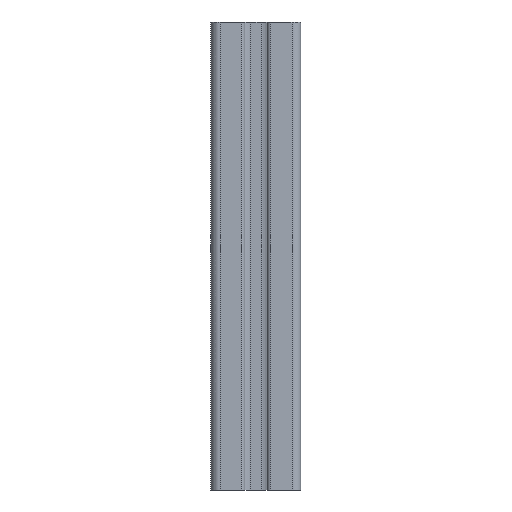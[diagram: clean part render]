
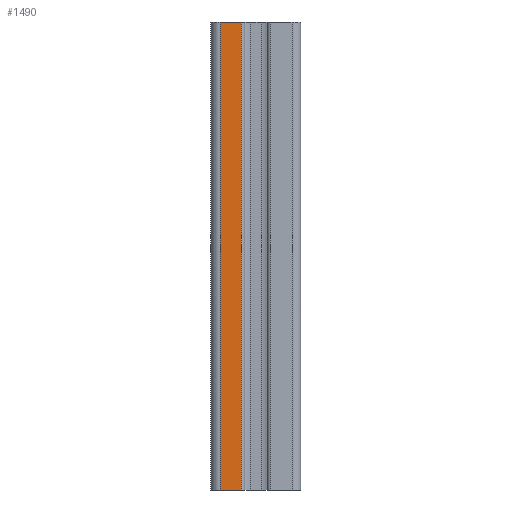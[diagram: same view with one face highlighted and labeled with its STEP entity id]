
A CAD part, front view. The second image highlights one B-rep face of the part: STEP entity #1490.
In plain terms, the highlighted planar face has unit normal (0, -1, 0).
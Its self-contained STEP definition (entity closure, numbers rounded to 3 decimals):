
#40 = ORIENTED_EDGE ( 'NONE', *, *, #788, .F. ) ;
#154 = CARTESIAN_POINT ( 'NONE',  ( 2., 0., 100. ) ) ;
#173 = DIRECTION ( 'NONE',  ( 1., 0., 0. ) ) ;
#207 = EDGE_CURVE ( 'NONE', #560, #1194, #2255, .T. ) ;
#242 = DIRECTION ( 'NONE',  ( 1., 0., 0. ) ) ;
#356 = LINE ( 'NONE', #419, #2157 ) ;
#419 = CARTESIAN_POINT ( 'NONE',  ( 2., 0., -4. ) ) ;
#532 = CARTESIAN_POINT ( 'NONE',  ( 6.7, 0., -4. ) ) ;
#560 = VERTEX_POINT ( 'NONE', #1557 ) ;
#621 = VECTOR ( 'NONE', #1360, 1000. ) ;
#656 = ORIENTED_EDGE ( 'NONE', *, *, #207, .T. ) ;
#788 = EDGE_CURVE ( 'NONE', #1815, #2103, #1863, .T. ) ;
#825 = EDGE_CURVE ( 'NONE', #1815, #560, #356, .T. ) ;
#907 = CARTESIAN_POINT ( 'NONE',  ( 2., 0., 100. ) ) ;
#943 = EDGE_LOOP ( 'NONE', ( #2650, #40, #1789, #656 ) ) ;
#1080 = DIRECTION ( 'NONE',  ( 0., -1., 0. ) ) ;
#1194 = VERTEX_POINT ( 'NONE', #2211 ) ;
#1320 = CARTESIAN_POINT ( 'NONE',  ( 2., 0., -4. ) ) ;
#1360 = DIRECTION ( 'NONE',  ( 0., 0., 1. ) ) ;
#1490 = ADVANCED_FACE ( 'NONE', ( #2218 ), #1528, .T. ) ;
#1528 = PLANE ( 'NONE',  #1844 ) ;
#1557 = CARTESIAN_POINT ( 'NONE',  ( 6.7, 0., -4. ) ) ;
#1594 = CARTESIAN_POINT ( 'NONE',  ( 2., 0., -4. ) ) ;
#1706 = EDGE_CURVE ( 'NONE', #2103, #1194, #2657, .T. ) ;
#1708 = DIRECTION ( 'NONE',  ( 0., 0., -1. ) ) ;
#1789 = ORIENTED_EDGE ( 'NONE', *, *, #825, .T. ) ;
#1812 = DIRECTION ( 'NONE',  ( 0., 0., 1. ) ) ;
#1815 = VERTEX_POINT ( 'NONE', #1594 ) ;
#1844 = AXIS2_PLACEMENT_3D ( 'NONE', #1320, #1080, #1708 ) ;
#1863 = LINE ( 'NONE', #2418, #1929 ) ;
#1929 = VECTOR ( 'NONE', #1812, 1000. ) ;
#2059 = VECTOR ( 'NONE', #173, 1000. ) ;
#2103 = VERTEX_POINT ( 'NONE', #907 ) ;
#2157 = VECTOR ( 'NONE', #242, 1000. ) ;
#2211 = CARTESIAN_POINT ( 'NONE',  ( 6.7, 0., 100. ) ) ;
#2218 = FACE_OUTER_BOUND ( 'NONE', #943, .T. ) ;
#2255 = LINE ( 'NONE', #532, #621 ) ;
#2418 = CARTESIAN_POINT ( 'NONE',  ( 2., 0., -4. ) ) ;
#2650 = ORIENTED_EDGE ( 'NONE', *, *, #1706, .F. ) ;
#2657 = LINE ( 'NONE', #154, #2059 ) ;
